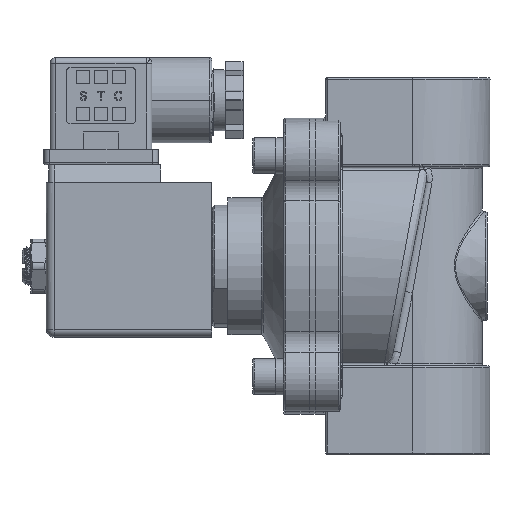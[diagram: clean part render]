
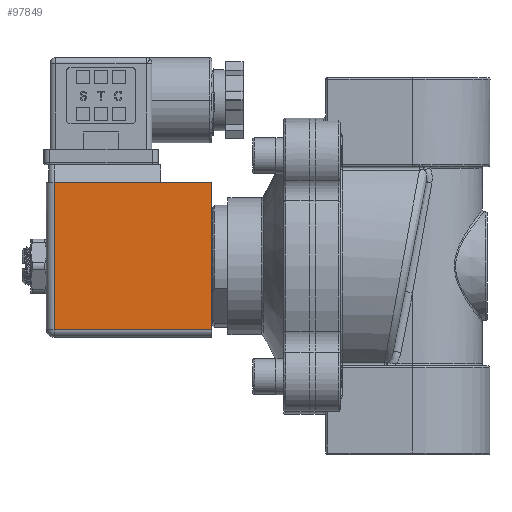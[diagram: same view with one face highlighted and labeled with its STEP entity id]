
A CAD part, left-side view. The second image highlights one B-rep face of the part: STEP entity #97849.
In plain terms, the highlighted planar face has unit normal (-1, 0, 0).
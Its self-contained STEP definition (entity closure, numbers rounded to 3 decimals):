
#1380 = AXIS2_PLACEMENT_3D ( 'NONE', #104831, #40032, #115663 ) ;
#10738 = EDGE_CURVE ( 'NONE', #41066, #125205, #128806, .T. ) ;
#11433 = LINE ( 'NONE', #20903, #109522 ) ;
#18420 = LINE ( 'NONE', #72881, #129978 ) ;
#20903 = CARTESIAN_POINT ( 'NONE',  ( -17.925, 111.9, -18.32 ) ) ;
#30329 = DIRECTION ( 'NONE',  ( 0., -1., 0. ) ) ;
#31238 = ORIENTED_EDGE ( 'NONE', *, *, #59033, .T. ) ;
#36709 = VECTOR ( 'NONE', #125501, 1000. ) ;
#36793 = ORIENTED_EDGE ( 'NONE', *, *, #10738, .T. ) ;
#38252 = CARTESIAN_POINT ( 'NONE',  ( -17.925, 71.2, 21.68 ) ) ;
#38906 = CARTESIAN_POINT ( 'NONE',  ( -17.925, 111.9, 21.68 ) ) ;
#40032 = DIRECTION ( 'NONE',  ( -1., 0., 0. ) ) ;
#41066 = VERTEX_POINT ( 'NONE', #117103 ) ;
#44654 = FACE_OUTER_BOUND ( 'NONE', #72813, .T. ) ;
#45935 = VECTOR ( 'NONE', #132153, 1000. ) ;
#59033 = EDGE_CURVE ( 'NONE', #84437, #41066, #18420, .T. ) ;
#64056 = ORIENTED_EDGE ( 'NONE', *, *, #116112, .F. ) ;
#72813 = EDGE_LOOP ( 'NONE', ( #31238, #36793, #64056, #74354 ) ) ;
#72881 = CARTESIAN_POINT ( 'NONE',  ( -17.925, 71.2, -16.32 ) ) ;
#72910 = VERTEX_POINT ( 'NONE', #38906 ) ;
#74354 = ORIENTED_EDGE ( 'NONE', *, *, #91744, .T. ) ;
#84437 = VERTEX_POINT ( 'NONE', #124119 ) ;
#86135 = DIRECTION ( 'NONE',  ( 0., 0., -1. ) ) ;
#91744 = EDGE_CURVE ( 'NONE', #72910, #84437, #11433, .T. ) ;
#94332 = LINE ( 'NONE', #137329, #36709 ) ;
#97849 = ADVANCED_FACE ( 'NONE', ( #44654 ), #132140, .T. ) ;
#104831 = CARTESIAN_POINT ( 'NONE',  ( -17.925, 71.2, -18.32 ) ) ;
#109522 = VECTOR ( 'NONE', #86135, 1000. ) ;
#115663 = DIRECTION ( 'NONE',  ( 0., 0., 1. ) ) ;
#116112 = EDGE_CURVE ( 'NONE', #72910, #125205, #94332, .T. ) ;
#117103 = CARTESIAN_POINT ( 'NONE',  ( -17.925, 71.2, -16.32 ) ) ;
#121252 = CARTESIAN_POINT ( 'NONE',  ( -17.925, 71.2, 1.68 ) ) ;
#124119 = CARTESIAN_POINT ( 'NONE',  ( -17.925, 111.9, -16.32 ) ) ;
#125205 = VERTEX_POINT ( 'NONE', #38252 ) ;
#125501 = DIRECTION ( 'NONE',  ( 0., -1., 0. ) ) ;
#128806 = LINE ( 'NONE', #121252, #45935 ) ;
#129978 = VECTOR ( 'NONE', #30329, 1000. ) ;
#132140 = PLANE ( 'NONE',  #1380 ) ;
#132153 = DIRECTION ( 'NONE',  ( 0., 0., 1. ) ) ;
#137329 = CARTESIAN_POINT ( 'NONE',  ( -17.925, 71.2, 21.68 ) ) ;
